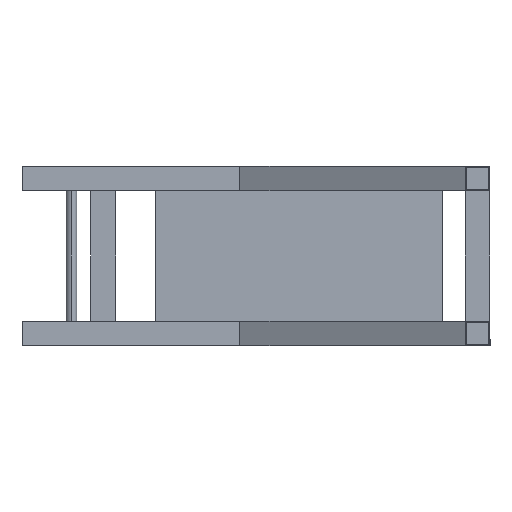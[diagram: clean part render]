
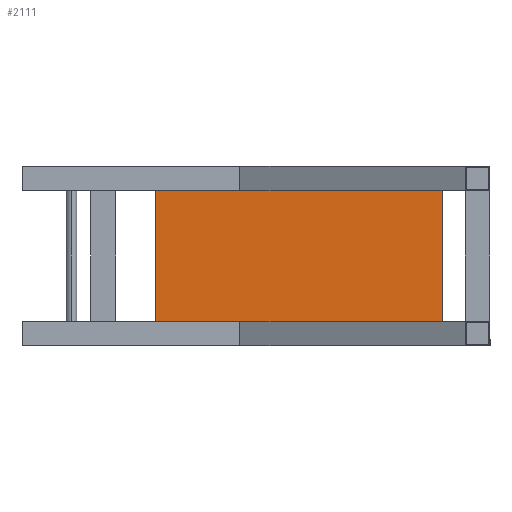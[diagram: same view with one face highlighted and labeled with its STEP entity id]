
A CAD part, left-side view. The second image highlights one B-rep face of the part: STEP entity #2111.
In plain terms, the highlighted planar face has unit normal (-1, 0, 0).
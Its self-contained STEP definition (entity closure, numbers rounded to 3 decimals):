
#56 = DIRECTION ( 'NONE',  ( 1., 0., 0. ) ) ;
#126 = ORIENTED_EDGE ( 'NONE', *, *, #1493, .F. ) ;
#142 = CARTESIAN_POINT ( 'NONE',  ( 9.525, 247.268, 9.525 ) ) ;
#350 = CARTESIAN_POINT ( 'NONE',  ( 9.525, 27.268, 9.525 ) ) ;
#460 = VERTEX_POINT ( 'NONE', #804 ) ;
#477 = ORIENTED_EDGE ( 'NONE', *, *, #1420, .F. ) ;
#486 = LINE ( 'NONE', #1321, #2202 ) ;
#502 = DIRECTION ( 'NONE',  ( 0., 1., 0. ) ) ;
#590 = EDGE_CURVE ( 'NONE', #2661, #968, #486, .T. ) ;
#641 = EDGE_CURVE ( 'NONE', #1176, #460, #1129, .T. ) ;
#804 = CARTESIAN_POINT ( 'NONE',  ( 9.525, 247.268, -128.575 ) ) ;
#867 = ORIENTED_EDGE ( 'NONE', *, *, #641, .F. ) ;
#968 = VERTEX_POINT ( 'NONE', #2509 ) ;
#980 = DIRECTION ( 'NONE',  ( 0., 0., 1. ) ) ;
#1098 = DIRECTION ( 'NONE',  ( 0., 1., 0. ) ) ;
#1129 = LINE ( 'NONE', #2569, #2170 ) ;
#1142 = DIRECTION ( 'NONE',  ( 0., -1., 0. ) ) ;
#1174 = DIRECTION ( 'NONE',  ( 0., 0., -1. ) ) ;
#1176 = VERTEX_POINT ( 'NONE', #1784 ) ;
#1321 = CARTESIAN_POINT ( 'NONE',  ( 9.525, 247.268, 9.525 ) ) ;
#1327 = VECTOR ( 'NONE', #1174, 1000. ) ;
#1420 = EDGE_CURVE ( 'NONE', #460, #2661, #1599, .T. ) ;
#1461 = EDGE_LOOP ( 'NONE', ( #1559, #477, #867, #126 ) ) ;
#1493 = EDGE_CURVE ( 'NONE', #968, #1176, #2448, .T. ) ;
#1559 = ORIENTED_EDGE ( 'NONE', *, *, #590, .F. ) ;
#1599 = LINE ( 'NONE', #2436, #2684 ) ;
#1784 = CARTESIAN_POINT ( 'NONE',  ( 9.525, 27.268, -128.575 ) ) ;
#2111 = ADVANCED_FACE ( 'NONE', ( #2566 ), #2399, .F. ) ;
#2170 = VECTOR ( 'NONE', #502, 1000. ) ;
#2202 = VECTOR ( 'NONE', #1142, 1000. ) ;
#2399 = PLANE ( 'NONE',  #2424 ) ;
#2424 = AXIS2_PLACEMENT_3D ( 'NONE', #2577, #56, #1098 ) ;
#2436 = CARTESIAN_POINT ( 'NONE',  ( 9.525, 247.268, 9.525 ) ) ;
#2448 = LINE ( 'NONE', #350, #1327 ) ;
#2509 = CARTESIAN_POINT ( 'NONE',  ( 9.525, 27.268, 9.525 ) ) ;
#2566 = FACE_OUTER_BOUND ( 'NONE', #1461, .T. ) ;
#2569 = CARTESIAN_POINT ( 'NONE',  ( 9.525, 247.268, -128.575 ) ) ;
#2577 = CARTESIAN_POINT ( 'NONE',  ( 9.525, 0., 0. ) ) ;
#2661 = VERTEX_POINT ( 'NONE', #142 ) ;
#2684 = VECTOR ( 'NONE', #980, 1000. ) ;
